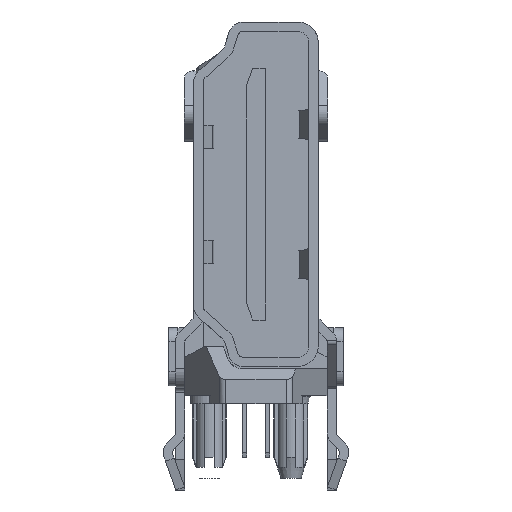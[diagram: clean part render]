
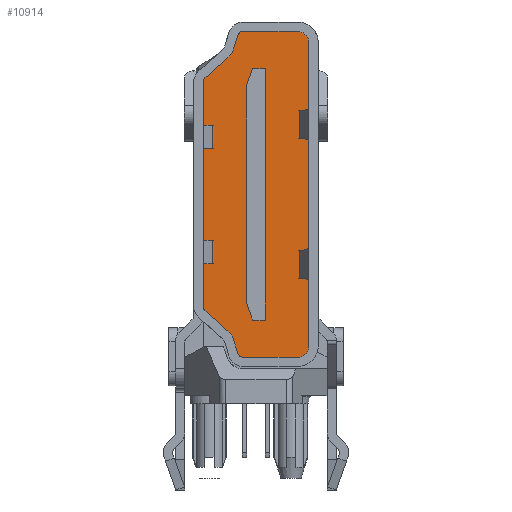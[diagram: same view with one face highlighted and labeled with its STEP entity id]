
A CAD part, front view. The second image highlights one B-rep face of the part: STEP entity #10914.
In plain terms, the highlighted planar face has unit normal (0, -1, 0).
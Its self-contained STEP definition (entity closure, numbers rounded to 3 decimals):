
#81=FACE_BOUND('',#1383,.T.);
#184=PLANE('',#11738);
#772=FACE_OUTER_BOUND('',#1382,.T.);
#1382=EDGE_LOOP('',(#8508,#8509,#8510,#8511,#8512,#8513,#8514,#8515,#8516,
#8517,#8518,#8519,#8520,#8521,#8522,#8523));
#1383=EDGE_LOOP('',(#8524,#8525,#8526,#8527,#8528,#8529));
#2036=LINE('',#16111,#3296);
#2196=LINE('',#16566,#3456);
#2208=LINE('',#16604,#3468);
#2212=LINE('',#16616,#3472);
#2216=LINE('',#16631,#3476);
#2220=LINE('',#16643,#3480);
#2224=LINE('',#16655,#3484);
#2228=LINE('',#16666,#3488);
#2368=LINE('',#17042,#3628);
#2369=LINE('',#17044,#3629);
#2370=LINE('',#17046,#3630);
#2371=LINE('',#17048,#3631);
#2372=LINE('',#17050,#3632);
#2373=LINE('',#17051,#3633);
#3296=VECTOR('',#12753,1000.);
#3456=VECTOR('',#13125,1000.);
#3468=VECTOR('',#13163,1000.);
#3472=VECTOR('',#13175,1000.);
#3476=VECTOR('',#13193,1000.);
#3480=VECTOR('',#13205,1000.);
#3484=VECTOR('',#13217,1000.);
#3488=VECTOR('',#13229,1000.);
#3628=VECTOR('',#13627,1000.);
#3629=VECTOR('',#13628,1000.);
#3630=VECTOR('',#13629,1000.);
#3631=VECTOR('',#13630,1000.);
#3632=VECTOR('',#13631,1000.);
#3633=VECTOR('',#13632,1000.);
#4464=CIRCLE('',#11575,0.5);
#4470=CIRCLE('',#11584,0.25);
#4472=CIRCLE('',#11588,0.85);
#4474=CIRCLE('',#11592,0.25);
#4476=CIRCLE('',#11595,0.5);
#4478=CIRCLE('',#11599,0.25);
#4480=CIRCLE('',#11603,0.85);
#4482=CIRCLE('',#11607,0.25);
#4967=VERTEX_POINT('',#16109);
#4968=VERTEX_POINT('',#16110);
#5149=VERTEX_POINT('',#16562);
#5151=VERTEX_POINT('',#16565);
#5160=VERTEX_POINT('',#16594);
#5161=VERTEX_POINT('',#16595);
#5164=VERTEX_POINT('',#16603);
#5166=VERTEX_POINT('',#16609);
#5168=VERTEX_POINT('',#16615);
#5170=VERTEX_POINT('',#16624);
#5172=VERTEX_POINT('',#16630);
#5174=VERTEX_POINT('',#16636);
#5176=VERTEX_POINT('',#16642);
#5178=VERTEX_POINT('',#16648);
#5180=VERTEX_POINT('',#16654);
#5182=VERTEX_POINT('',#16660);
#5289=VERTEX_POINT('',#17040);
#5290=VERTEX_POINT('',#17041);
#5291=VERTEX_POINT('',#17043);
#5292=VERTEX_POINT('',#17045);
#5293=VERTEX_POINT('',#17047);
#5294=VERTEX_POINT('',#17049);
#6060=EDGE_CURVE('',#4967,#4968,#2036,.T.);
#6288=EDGE_CURVE('',#5151,#5149,#2196,.T.);
#6291=EDGE_CURVE('',#5151,#4967,#4464,.T.);
#6304=EDGE_CURVE('',#5160,#5161,#4470,.T.);
#6308=EDGE_CURVE('',#5164,#5161,#2208,.T.);
#6311=EDGE_CURVE('',#5166,#5164,#4472,.T.);
#6314=EDGE_CURVE('',#5168,#5166,#2212,.T.);
#6317=EDGE_CURVE('',#5168,#5149,#4474,.T.);
#6319=EDGE_CURVE('',#5170,#4968,#4476,.T.);
#6322=EDGE_CURVE('',#5170,#5172,#2216,.T.);
#6325=EDGE_CURVE('',#5174,#5172,#4478,.T.);
#6328=EDGE_CURVE('',#5174,#5176,#2220,.T.);
#6331=EDGE_CURVE('',#5176,#5178,#4480,.T.);
#6334=EDGE_CURVE('',#5178,#5180,#2224,.T.);
#6337=EDGE_CURVE('',#5182,#5180,#4482,.T.);
#6340=EDGE_CURVE('',#5182,#5160,#2228,.T.);
#6528=EDGE_CURVE('',#5289,#5290,#2368,.T.);
#6529=EDGE_CURVE('',#5291,#5290,#2369,.T.);
#6530=EDGE_CURVE('',#5292,#5291,#2370,.T.);
#6531=EDGE_CURVE('',#5292,#5293,#2371,.T.);
#6532=EDGE_CURVE('',#5294,#5293,#2372,.T.);
#6533=EDGE_CURVE('',#5289,#5294,#2373,.T.);
#8508=ORIENTED_EDGE('',*,*,#6317,.F.);
#8509=ORIENTED_EDGE('',*,*,#6314,.T.);
#8510=ORIENTED_EDGE('',*,*,#6311,.T.);
#8511=ORIENTED_EDGE('',*,*,#6308,.T.);
#8512=ORIENTED_EDGE('',*,*,#6304,.F.);
#8513=ORIENTED_EDGE('',*,*,#6340,.F.);
#8514=ORIENTED_EDGE('',*,*,#6337,.T.);
#8515=ORIENTED_EDGE('',*,*,#6334,.F.);
#8516=ORIENTED_EDGE('',*,*,#6331,.F.);
#8517=ORIENTED_EDGE('',*,*,#6328,.F.);
#8518=ORIENTED_EDGE('',*,*,#6325,.T.);
#8519=ORIENTED_EDGE('',*,*,#6322,.F.);
#8520=ORIENTED_EDGE('',*,*,#6319,.T.);
#8521=ORIENTED_EDGE('',*,*,#6060,.F.);
#8522=ORIENTED_EDGE('',*,*,#6291,.F.);
#8523=ORIENTED_EDGE('',*,*,#6288,.T.);
#8524=ORIENTED_EDGE('',*,*,#6528,.T.);
#8525=ORIENTED_EDGE('',*,*,#6529,.F.);
#8526=ORIENTED_EDGE('',*,*,#6530,.F.);
#8527=ORIENTED_EDGE('',*,*,#6531,.T.);
#8528=ORIENTED_EDGE('',*,*,#6532,.F.);
#8529=ORIENTED_EDGE('',*,*,#6533,.F.);
#10914=ADVANCED_FACE('',(#772,#81),#184,.T.);
#11575=AXIS2_PLACEMENT_3D('',#16571,#13130,#13131);
#11584=AXIS2_PLACEMENT_3D('',#16596,#13155,#13156);
#11588=AXIS2_PLACEMENT_3D('',#16610,#13168,#13169);
#11592=AXIS2_PLACEMENT_3D('',#16621,#13180,#13181);
#11595=AXIS2_PLACEMENT_3D('',#16625,#13186,#13187);
#11599=AXIS2_PLACEMENT_3D('',#16637,#13198,#13199);
#11603=AXIS2_PLACEMENT_3D('',#16649,#13210,#13211);
#11607=AXIS2_PLACEMENT_3D('',#16661,#13222,#13223);
#11738=AXIS2_PLACEMENT_3D('',#17039,#13625,#13626);
#12753=DIRECTION('',(0.,0.,-1.));
#13125=DIRECTION('',(-1.,0.,0.));
#13130=DIRECTION('center_axis',(0.,1.,0.));
#13131=DIRECTION('ref_axis',(1.,0.,0.));
#13155=DIRECTION('center_axis',(0.,1.,0.));
#13156=DIRECTION('ref_axis',(1.,0.,0.));
#13163=DIRECTION('',(-0.749,0.,-0.662));
#13168=DIRECTION('center_axis',(0.,1.,0.));
#13169=DIRECTION('ref_axis',(1.,0.,0.));
#13175=DIRECTION('',(-0.299,0.,-0.954));
#13180=DIRECTION('center_axis',(0.,1.,0.));
#13181=DIRECTION('ref_axis',(1.,0.,0.));
#13186=DIRECTION('center_axis',(0.,-1.,0.));
#13187=DIRECTION('ref_axis',(1.,0.,0.));
#13193=DIRECTION('',(-1.,0.,0.));
#13198=DIRECTION('center_axis',(0.,-1.,0.));
#13199=DIRECTION('ref_axis',(1.,0.,0.));
#13205=DIRECTION('',(-0.299,0.,0.954));
#13210=DIRECTION('center_axis',(0.,-1.,0.));
#13211=DIRECTION('ref_axis',(1.,0.,0.));
#13217=DIRECTION('',(-0.749,0.,0.662));
#13222=DIRECTION('center_axis',(0.,-1.,0.));
#13223=DIRECTION('ref_axis',(1.,0.,0.));
#13229=DIRECTION('',(0.,0.,1.));
#13625=DIRECTION('center_axis',(0.,-1.,0.));
#13626=DIRECTION('ref_axis',(1.,0.,0.));
#13627=DIRECTION('',(0.,0.,-1.));
#13628=DIRECTION('',(1.,0.,0.));
#13629=DIRECTION('',(0.342,0.,-0.94));
#13630=DIRECTION('',(0.,0.,1.));
#13631=DIRECTION('',(-0.342,0.,-0.94));
#13632=DIRECTION('',(-1.,0.,0.));
#16109=CARTESIAN_POINT('',(2.277,-8.14,15.5));
#16110=CARTESIAN_POINT('',(2.277,-8.14,2.5));
#16111=CARTESIAN_POINT('',(2.277,-8.14,0.));
#16562=CARTESIAN_POINT('',(-0.539,-8.14,16.));
#16565=CARTESIAN_POINT('',(1.777,-8.14,16.));
#16566=CARTESIAN_POINT('',(0.392,-8.14,16.));
#16571=CARTESIAN_POINT('Origin',(1.777,-8.14,15.5));
#16594=CARTESIAN_POINT('',(-2.273,-8.14,13.812));
#16595=CARTESIAN_POINT('',(-2.188,-8.14,14.));
#16596=CARTESIAN_POINT('Origin',(-2.023,-8.14,13.812));
#16603=CARTESIAN_POINT('',(-1.206,-8.14,14.868));
#16604=CARTESIAN_POINT('',(-7.686,-8.14,9.14));
#16609=CARTESIAN_POINT('',(-0.957,-8.14,15.251));
#16610=CARTESIAN_POINT('Origin',(-1.768,-8.14,15.505));
#16615=CARTESIAN_POINT('',(-0.778,-8.14,15.825));
#16616=CARTESIAN_POINT('',(-5.187,-8.14,1.748));
#16621=CARTESIAN_POINT('Origin',(-0.539,-8.14,15.75));
#16624=CARTESIAN_POINT('',(1.777,-8.14,2.));
#16625=CARTESIAN_POINT('Origin',(1.777,-8.14,2.5));
#16630=CARTESIAN_POINT('',(-0.539,-8.14,2.));
#16631=CARTESIAN_POINT('',(0.392,-8.14,2.));
#16636=CARTESIAN_POINT('',(-0.778,-8.14,2.175));
#16637=CARTESIAN_POINT('Origin',(-0.539,-8.14,2.25));
#16642=CARTESIAN_POINT('',(-0.957,-8.14,2.749));
#16643=CARTESIAN_POINT('',(-0.053,-8.14,-0.139));
#16648=CARTESIAN_POINT('',(-1.206,-8.14,3.132));
#16649=CARTESIAN_POINT('Origin',(-1.768,-8.14,2.495));
#16654=CARTESIAN_POINT('',(-2.188,-8.14,4.));
#16655=CARTESIAN_POINT('',(1.246,-8.14,0.965));
#16660=CARTESIAN_POINT('',(-2.273,-8.14,4.188));
#16661=CARTESIAN_POINT('Origin',(-2.023,-8.14,4.188));
#16666=CARTESIAN_POINT('',(-2.273,-8.14,0.));
#17039=CARTESIAN_POINT('Origin',(0.392,-8.14,0.));
#17040=CARTESIAN_POINT('',(0.402,-8.14,14.4));
#17041=CARTESIAN_POINT('',(0.402,-8.14,3.6));
#17042=CARTESIAN_POINT('',(0.402,-8.14,0.));
#17043=CARTESIAN_POINT('',(-0.143,-8.14,3.6));
#17044=CARTESIAN_POINT('',(0.392,-8.14,3.6));
#17045=CARTESIAN_POINT('',(-0.398,-8.14,4.3));
#17046=CARTESIAN_POINT('',(1.077,-8.14,0.249));
#17047=CARTESIAN_POINT('',(-0.398,-8.14,13.7));
#17048=CARTESIAN_POINT('',(-0.398,-8.14,0.));
#17049=CARTESIAN_POINT('',(-0.143,-8.14,14.4));
#17050=CARTESIAN_POINT('',(-4.708,-8.14,1.856));
#17051=CARTESIAN_POINT('',(0.392,-8.14,14.4));
